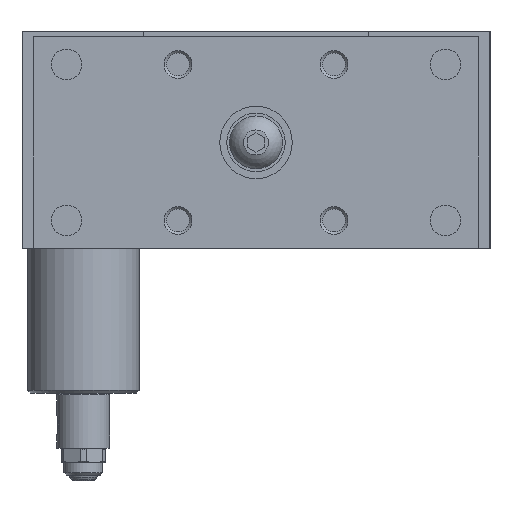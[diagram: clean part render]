
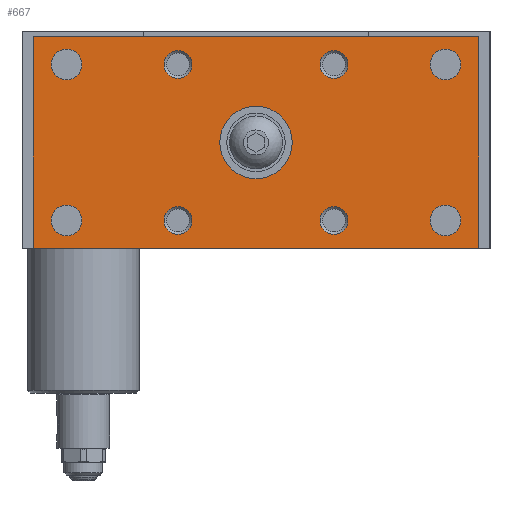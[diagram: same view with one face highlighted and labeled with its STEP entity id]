
A CAD part, left-side view. The second image highlights one B-rep face of the part: STEP entity #667.
In plain terms, the highlighted planar face has unit normal (-1, 0, 0).
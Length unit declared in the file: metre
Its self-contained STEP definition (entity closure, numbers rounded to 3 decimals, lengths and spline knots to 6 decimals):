
#667 = ADVANCED_FACE( '', ( #1570, #1571, #1572, #1573, #1574, #1575, #1576, #1577, #1578, #1579 ), #1580, .F. );
#1570 = FACE_BOUND( '', #2696, .T. );
#1571 = FACE_BOUND( '', #2697, .T. );
#1572 = FACE_BOUND( '', #2698, .T. );
#1573 = FACE_BOUND( '', #2699, .T. );
#1574 = FACE_BOUND( '', #2700, .T. );
#1575 = FACE_BOUND( '', #2701, .T. );
#1576 = FACE_BOUND( '', #2702, .T. );
#1577 = FACE_BOUND( '', #2703, .T. );
#1578 = FACE_BOUND( '', #2704, .T. );
#1579 = FACE_OUTER_BOUND( '', #2705, .T. );
#1580 = PLANE( '', #2706 );
#2696 = EDGE_LOOP( '', ( #4418 ) );
#2697 = EDGE_LOOP( '', ( #4419 ) );
#2698 = EDGE_LOOP( '', ( #4420 ) );
#2699 = EDGE_LOOP( '', ( #4421 ) );
#2700 = EDGE_LOOP( '', ( #4422 ) );
#2701 = EDGE_LOOP( '', ( #4423 ) );
#2702 = EDGE_LOOP( '', ( #4424 ) );
#2703 = EDGE_LOOP( '', ( #4425 ) );
#2704 = EDGE_LOOP( '', ( #4426 ) );
#2705 = EDGE_LOOP( '', ( #4427, #4428, #4429, #4430 ) );
#2706 = AXIS2_PLACEMENT_3D( '', #4431, #4432, #4433 );
#4418 = ORIENTED_EDGE( '', *, *, #5910, .T. );
#4419 = ORIENTED_EDGE( '', *, *, #5911, .T. );
#4420 = ORIENTED_EDGE( '', *, *, #5912, .T. );
#4421 = ORIENTED_EDGE( '', *, *, #5913, .T. );
#4422 = ORIENTED_EDGE( '', *, *, #5914, .T. );
#4423 = ORIENTED_EDGE( '', *, *, #5563, .T. );
#4424 = ORIENTED_EDGE( '', *, *, #5367, .F. );
#4425 = ORIENTED_EDGE( '', *, *, #5915, .F. );
#4426 = ORIENTED_EDGE( '', *, *, #5916, .T. );
#4427 = ORIENTED_EDGE( '', *, *, #5917, .T. );
#4428 = ORIENTED_EDGE( '', *, *, #5657, .T. );
#4429 = ORIENTED_EDGE( '', *, *, #5918, .T. );
#4430 = ORIENTED_EDGE( '', *, *, #5919, .T. );
#4431 = CARTESIAN_POINT( '', ( -0.015, 0.04, -0.001 ) );
#4432 = DIRECTION( '', ( 1., 0., 0. ) );
#4433 = DIRECTION( '', ( 0., 0., 1. ) );
#5367 = EDGE_CURVE( '', #6181, #6181, #6182, .T. );
#5563 = EDGE_CURVE( '', #6510, #6510, #6511, .T. );
#5657 = EDGE_CURVE( '', #6660, #6658, #6661, .T. );
#5910 = EDGE_CURVE( '', #7021, #7021, #7022, .T. );
#5911 = EDGE_CURVE( '', #7023, #7023, #7024, .T. );
#5912 = EDGE_CURVE( '', #7025, #7025, #7026, .T. );
#5913 = EDGE_CURVE( '', #7027, #7027, #7028, .T. );
#5914 = EDGE_CURVE( '', #7029, #7029, #7030, .T. );
#5915 = EDGE_CURVE( '', #7031, #7031, #7032, .T. );
#5916 = EDGE_CURVE( '', #7033, #7033, #7034, .T. );
#5917 = EDGE_CURVE( '', #7035, #6660, #7036, .T. );
#5918 = EDGE_CURVE( '', #6658, #7037, #7038, .T. );
#5919 = EDGE_CURVE( '', #7037, #7035, #7039, .T. );
#6181 = VERTEX_POINT( '', #7367 );
#6182 = CIRCLE( '', #7368, 0.0025 );
#6510 = VERTEX_POINT( '', #7847 );
#6511 = CIRCLE( '', #7848, 0.0025 );
#6658 = VERTEX_POINT( '', #8050 );
#6660 = VERTEX_POINT( '', #8053 );
#6661 = LINE( '', #8054, #8055 );
#7021 = VERTEX_POINT( '', #8755 );
#7022 = CIRCLE( '', #8756, 0.0065 );
#7023 = VERTEX_POINT( '', #8757 );
#7024 = CIRCLE( '', #8758, 0.00275 );
#7025 = VERTEX_POINT( '', #8759 );
#7026 = CIRCLE( '', #8760, 0.00275 );
#7027 = VERTEX_POINT( '', #8761 );
#7028 = CIRCLE( '', #8762, 0.00275 );
#7029 = VERTEX_POINT( '', #8763 );
#7030 = CIRCLE( '', #8764, 0.00275 );
#7031 = VERTEX_POINT( '', #8765 );
#7032 = CIRCLE( '', #8766, 0.0025 );
#7033 = VERTEX_POINT( '', #8767 );
#7034 = CIRCLE( '', #8768, 0.0025 );
#7035 = VERTEX_POINT( '', #8769 );
#7036 = LINE( '', #8770, #8771 );
#7037 = VERTEX_POINT( '', #8772 );
#7038 = LINE( '', #8773, #8774 );
#7039 = LINE( '', #8775, #8776 );
#7367 = CARTESIAN_POINT( '', ( -0.015, -0.0115, -0.006 ) );
#7368 = AXIS2_PLACEMENT_3D( '', #9162, #9163, #9164 );
#7847 = CARTESIAN_POINT( '', ( -0.015, 0.0115, -0.006 ) );
#7848 = AXIS2_PLACEMENT_3D( '', #9463, #9464, #9465 );
#8050 = CARTESIAN_POINT( '', ( -0.015, -0.04, -0.039 ) );
#8053 = CARTESIAN_POINT( '', ( -0.015, 0.04, -0.039 ) );
#8054 = CARTESIAN_POINT( '', ( -0.015, 0.04, -0.039 ) );
#8055 = VECTOR( '', #9583, 1. );
#8755 = CARTESIAN_POINT( '', ( -0.015, 0.0065, -0.02 ) );
#8756 = AXIS2_PLACEMENT_3D( '', #9875, #9876, #9877 );
#8757 = CARTESIAN_POINT( '', ( -0.015, 0.03675, -0.006 ) );
#8758 = AXIS2_PLACEMENT_3D( '', #9878, #9879, #9880 );
#8759 = CARTESIAN_POINT( '', ( -0.015, -0.03125, -0.006 ) );
#8760 = AXIS2_PLACEMENT_3D( '', #9881, #9882, #9883 );
#8761 = CARTESIAN_POINT( '', ( -0.015, 0.03675, -0.034 ) );
#8762 = AXIS2_PLACEMENT_3D( '', #9884, #9885, #9886 );
#8763 = CARTESIAN_POINT( '', ( -0.015, -0.03125, -0.034 ) );
#8764 = AXIS2_PLACEMENT_3D( '', #9887, #9888, #9889 );
#8765 = CARTESIAN_POINT( '', ( -0.015, 0.0115, -0.034 ) );
#8766 = AXIS2_PLACEMENT_3D( '', #9890, #9891, #9892 );
#8767 = CARTESIAN_POINT( '', ( -0.015, -0.0115, -0.034 ) );
#8768 = AXIS2_PLACEMENT_3D( '', #9893, #9894, #9895 );
#8769 = CARTESIAN_POINT( '', ( -0.015, 0.04, -0.001 ) );
#8770 = CARTESIAN_POINT( '', ( -0.015, 0.04, -0.001 ) );
#8771 = VECTOR( '', #9896, 1. );
#8772 = CARTESIAN_POINT( '', ( -0.015, -0.04, -0.001 ) );
#8773 = CARTESIAN_POINT( '', ( -0.015, -0.04, -0.039 ) );
#8774 = VECTOR( '', #9897, 1. );
#8775 = CARTESIAN_POINT( '', ( -0.015, -0.04, -0.001 ) );
#8776 = VECTOR( '', #9898, 1. );
#9162 = CARTESIAN_POINT( '', ( -0.015, -0.014, -0.006 ) );
#9163 = DIRECTION( '', ( -1., 0., 0. ) );
#9164 = DIRECTION( '', ( 0., 1., 0. ) );
#9463 = CARTESIAN_POINT( '', ( -0.015, 0.014, -0.006 ) );
#9464 = DIRECTION( '', ( 1., 0., 0. ) );
#9465 = DIRECTION( '', ( 0., -1., 0. ) );
#9583 = DIRECTION( '', ( 0., -1., 0. ) );
#9875 = CARTESIAN_POINT( '', ( -0.015, 0., -0.02 ) );
#9876 = DIRECTION( '', ( 1., 0., 0. ) );
#9877 = DIRECTION( '', ( 0., 1., 0. ) );
#9878 = CARTESIAN_POINT( '', ( -0.015, 0.034, -0.006 ) );
#9879 = DIRECTION( '', ( 1., 0., 0. ) );
#9880 = DIRECTION( '', ( 0., 1., 0. ) );
#9881 = CARTESIAN_POINT( '', ( -0.015, -0.034, -0.006 ) );
#9882 = DIRECTION( '', ( 1., 0., 0. ) );
#9883 = DIRECTION( '', ( 0., 1., 0. ) );
#9884 = CARTESIAN_POINT( '', ( -0.015, 0.034, -0.034 ) );
#9885 = DIRECTION( '', ( 1., 0., 0. ) );
#9886 = DIRECTION( '', ( 0., 1., 0. ) );
#9887 = CARTESIAN_POINT( '', ( -0.015, -0.034, -0.034 ) );
#9888 = DIRECTION( '', ( 1., 0., 0. ) );
#9889 = DIRECTION( '', ( 0., 1., 0. ) );
#9890 = CARTESIAN_POINT( '', ( -0.015, 0.014, -0.034 ) );
#9891 = DIRECTION( '', ( -1., 0., 0. ) );
#9892 = DIRECTION( '', ( 0., -1., 0. ) );
#9893 = CARTESIAN_POINT( '', ( -0.015, -0.014, -0.034 ) );
#9894 = DIRECTION( '', ( 1., 0., 0. ) );
#9895 = DIRECTION( '', ( 0., 1., 0. ) );
#9896 = DIRECTION( '', ( 0., 0., -1. ) );
#9897 = DIRECTION( '', ( 0., 0., 1. ) );
#9898 = DIRECTION( '', ( 0., 1., 0. ) );
